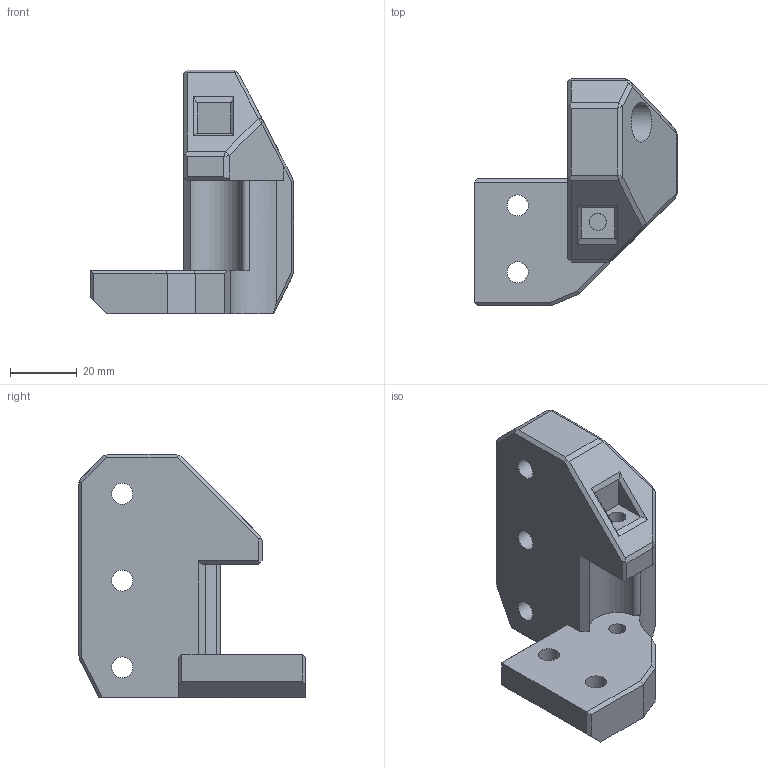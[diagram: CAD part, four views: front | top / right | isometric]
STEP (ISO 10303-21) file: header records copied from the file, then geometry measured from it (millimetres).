
FILE_DESCRIPTION(/* description */ (''),/* implementation_level */ '2;1');
FILE_NAME(/* name */ 'xy_idler_v1.2 W.step',/* time_stamp */ '2022-11-07T01:34:00+01:00',/* author */ (''),/* organization */ (''),/* preprocessor_version */ 'ST-DEVELOPER v19.2',/* originating_system */ 'Autodesk Translation Framework v11.17.0.187',/* authorisation */ '');
FILE_SCHEMA (('AUTOMOTIVE_DESIGN { 1 0 10303 214 3 1 1 }'));
Length unit declared in the file: millimetre
Products named in the file (1): xy_idler_right
Bounding box: 60.93 x 68 x 73.05 mm (x, y, z)
Volume: 87352.1 mm3; surface area: 18310.6 mm2
Topology: 1 solids, 1 shells, 98 faces, 250 edges, 159 vertices
Faces by surface type: plane 83, cylinder 15
Full cylindrical faces by diameter (mm): 5.1 x2, 6.3 x5, 12 x3, 13 x2
Entity records: 2980 total; most frequent: CARTESIAN_POINT 508, ORIENTED_EDGE 500, DIRECTION 494, EDGE_CURVE 250, LINE 204, VECTOR 204, VERTEX_POINT 159, AXIS2_PLACEMENT_3D 145
